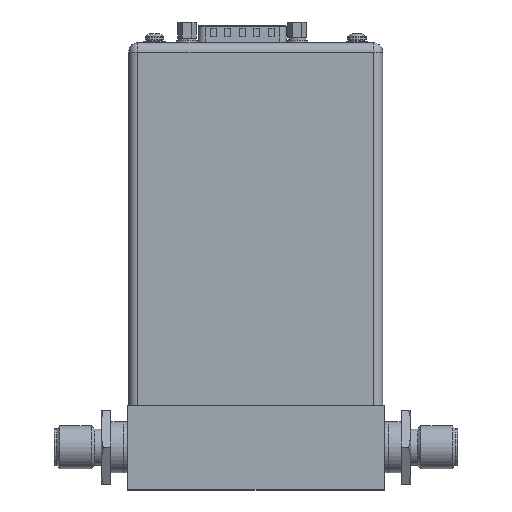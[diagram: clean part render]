
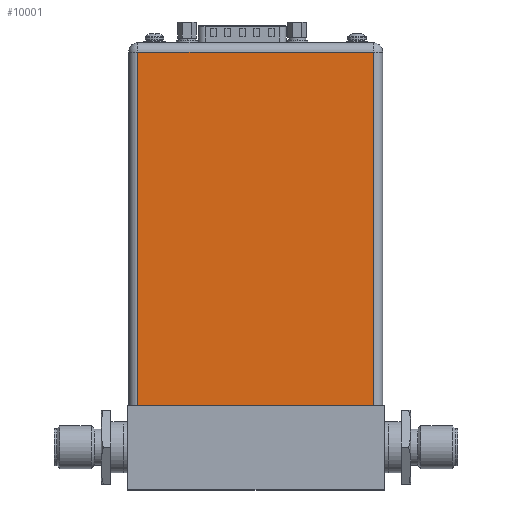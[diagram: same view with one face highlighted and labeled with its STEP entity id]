
A CAD part, top view. The second image highlights one B-rep face of the part: STEP entity #10001.
In plain terms, the highlighted planar face has unit normal (0, 0, 1).
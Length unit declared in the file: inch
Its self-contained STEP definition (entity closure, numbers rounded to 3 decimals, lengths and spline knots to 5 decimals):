
#8174=DIRECTION('',(1.,0.,0.));
#8175=VECTOR('',#8174,2.757);
#8176=CARTESIAN_POINT('',(-1.3785,0.,1.425));
#8177=LINE('',#8176,#8175);
#8861=DIRECTION('',(0.,-1.,0.));
#8862=VECTOR('',#8861,4.141);
#8863=CARTESIAN_POINT('',(1.3785,4.141,1.425));
#8864=LINE('',#8863,#8862);
#8868=DIRECTION('',(0.,-1.,0.));
#8869=VECTOR('',#8868,4.141);
#8870=CARTESIAN_POINT('',(-1.3785,4.141,1.425));
#8871=LINE('',#8870,#8869);
#8875=DIRECTION('',(1.,0.,0.));
#8876=VECTOR('',#8875,2.757);
#8877=CARTESIAN_POINT('',(-1.3785,4.141,1.425));
#8878=LINE('',#8877,#8876);
#9325=CARTESIAN_POINT('',(1.3785,0.,1.425));
#9327=VERTEX_POINT('',#9325);
#9328=CARTESIAN_POINT('',(1.3785,4.141,1.425));
#9329=VERTEX_POINT('',#9328);
#9340=CARTESIAN_POINT('',(-1.3785,0.,1.425));
#9342=VERTEX_POINT('',#9340);
#9344=CARTESIAN_POINT('',(-1.3785,4.141,1.425));
#9345=VERTEX_POINT('',#9344);
#9989=CARTESIAN_POINT('',(-1.4875,0.,1.425));
#9990=DIRECTION('',(0.,0.,1.));
#9991=DIRECTION('',(1.,0.,0.));
#9992=AXIS2_PLACEMENT_3D('',#9989,#9990,#9991);
#9993=PLANE('',#9992);
#9995=ORIENTED_EDGE('',*,*,#9994,.T.);
#9996=ORIENTED_EDGE('',*,*,#9467,.F.);
#9997=ORIENTED_EDGE('',*,*,#9958,.F.);
#9998=ORIENTED_EDGE('',*,*,#9980,.T.);
#9999=EDGE_LOOP('',(#9995,#9996,#9997,#9998));
#10000=FACE_OUTER_BOUND('',#9999,.F.);
#10001=ADVANCED_FACE('',(#10000),#9993,.T.);
#9467=EDGE_CURVE('',#9342,#9327,#8177,.T.);
#9958=EDGE_CURVE('',#9345,#9342,#8871,.T.);
#9980=EDGE_CURVE('',#9345,#9329,#8878,.T.);
#9994=EDGE_CURVE('',#9329,#9327,#8864,.T.);
